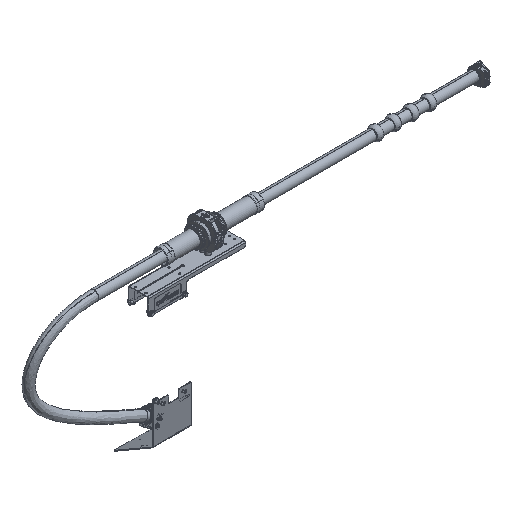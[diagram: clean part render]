
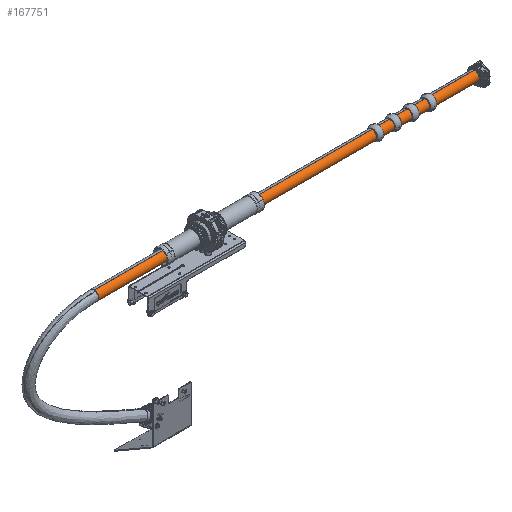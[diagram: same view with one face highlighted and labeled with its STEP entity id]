
A CAD part, isometric view. The second image highlights one B-rep face of the part: STEP entity #167751.
In plain terms, the highlighted cylindrical face has radius 27 mm (diameter 54 mm), a partial arc.
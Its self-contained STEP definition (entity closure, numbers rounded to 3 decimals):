
#2652 = LINE ( 'NONE', #114017, #120377 ) ;
#15073 = DIRECTION ( 'NONE',  ( 0., 0., -1. ) ) ;
#29222 = VERTEX_POINT ( 'NONE', #73607 ) ;
#34694 = DIRECTION ( 'NONE',  ( 1., 0., 0. ) ) ;
#39780 = CIRCLE ( 'NONE', #349272, 27. ) ;
#48933 = VERTEX_POINT ( 'NONE', #186807 ) ;
#52374 = VECTOR ( 'NONE', #262367, 1000. ) ;
#66318 = EDGE_LOOP ( 'NONE', ( #271547, #190118, #322279, #125618, #126452 ) ) ;
#67140 = CYLINDRICAL_SURFACE ( 'NONE', #312778, 27. ) ;
#67868 = VERTEX_POINT ( 'NONE', #285257 ) ;
#73607 = CARTESIAN_POINT ( 'NONE',  ( -42.335, -8.059, 2607.021 ) ) ;
#94200 = DIRECTION ( 'NONE',  ( 1., 0., 0. ) ) ;
#95920 = CARTESIAN_POINT ( 'NONE',  ( -42.335, 0., 2581.252 ) ) ;
#100792 = LINE ( 'NONE', #292785, #52374 ) ;
#106895 = DIRECTION ( 'NONE',  ( 0., 0.298, -0.954 ) ) ;
#114017 = CARTESIAN_POINT ( 'NONE',  ( -42.335, 0., 2554.252 ) ) ;
#119165 = DIRECTION ( 'NONE',  ( 0., 0.298, -0.954 ) ) ;
#120377 = VECTOR ( 'NONE', #142656, 1000. ) ;
#125618 = ORIENTED_EDGE ( 'NONE', *, *, #251064, .T. ) ;
#126400 = FACE_OUTER_BOUND ( 'NONE', #66318, .T. ) ;
#126452 = ORIENTED_EDGE ( 'NONE', *, *, #230988, .F. ) ;
#133821 = CARTESIAN_POINT ( 'NONE',  ( -42.335, 0., 2581.252 ) ) ;
#137068 = EDGE_CURVE ( 'NONE', #339238, #193517, #100792, .T. ) ;
#142656 = DIRECTION ( 'NONE',  ( 1., 0., 0. ) ) ;
#145142 = AXIS2_PLACEMENT_3D ( 'NONE', #133821, #300691, #106895 ) ;
#151498 = DIRECTION ( 'NONE',  ( 1., 0., 0. ) ) ;
#167751 = ADVANCED_FACE ( 'NONE', ( #126400 ), #67140, .T. ) ;
#179549 = CIRCLE ( 'NONE', #145142, 27. ) ;
#186807 = CARTESIAN_POINT ( 'NONE',  ( -42.335, 0., 2554.252 ) ) ;
#190118 = ORIENTED_EDGE ( 'NONE', *, *, #219925, .T. ) ;
#193517 = VERTEX_POINT ( 'NONE', #237029 ) ;
#203707 = CARTESIAN_POINT ( 'NONE',  ( 2148.501, 0., 2581.252 ) ) ;
#215068 = AXIS2_PLACEMENT_3D ( 'NONE', #278890, #34694, #119165 ) ;
#219925 = EDGE_CURVE ( 'NONE', #339238, #29222, #179549, .T. ) ;
#230988 = EDGE_CURVE ( 'NONE', #193517, #67868, #39780, .T. ) ;
#232335 = DIRECTION ( 'NONE',  ( 0., 0.298, -0.954 ) ) ;
#237029 = CARTESIAN_POINT ( 'NONE',  ( 2148.501, 0., 2608.252 ) ) ;
#251064 = EDGE_CURVE ( 'NONE', #48933, #67868, #2652, .T. ) ;
#254801 = CIRCLE ( 'NONE', #215068, 27. ) ;
#262367 = DIRECTION ( 'NONE',  ( 1., 0., 0. ) ) ;
#271547 = ORIENTED_EDGE ( 'NONE', *, *, #137068, .F. ) ;
#278890 = CARTESIAN_POINT ( 'NONE',  ( -42.335, 0., 2581.252 ) ) ;
#285257 = CARTESIAN_POINT ( 'NONE',  ( 2148.501, 0., 2554.252 ) ) ;
#287920 = CARTESIAN_POINT ( 'NONE',  ( -42.335, 0., 2608.252 ) ) ;
#288871 = EDGE_CURVE ( 'NONE', #29222, #48933, #254801, .T. ) ;
#292785 = CARTESIAN_POINT ( 'NONE',  ( -42.335, 0., 2608.252 ) ) ;
#300691 = DIRECTION ( 'NONE',  ( 1., 0., 0. ) ) ;
#312778 = AXIS2_PLACEMENT_3D ( 'NONE', #95920, #151498, #15073 ) ;
#322279 = ORIENTED_EDGE ( 'NONE', *, *, #288871, .T. ) ;
#339238 = VERTEX_POINT ( 'NONE', #287920 ) ;
#349272 = AXIS2_PLACEMENT_3D ( 'NONE', #203707, #94200, #232335 ) ;
